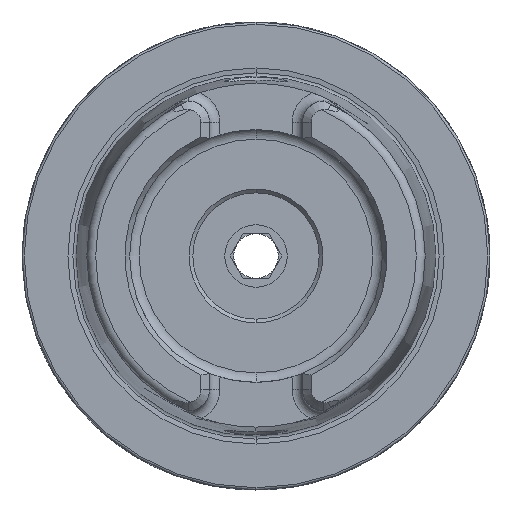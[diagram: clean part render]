
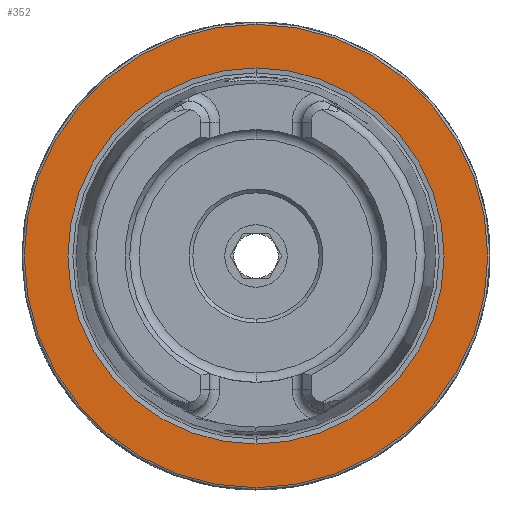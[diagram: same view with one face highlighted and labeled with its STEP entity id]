
A CAD part, left-side view. The second image highlights one B-rep face of the part: STEP entity #352.
In plain terms, the highlighted planar face has unit normal (-1, 0, 0).
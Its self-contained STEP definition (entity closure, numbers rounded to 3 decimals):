
#16 = EDGE_LOOP ( 'NONE', ( #1009, #1010 ) ) ;
#31 = EDGE_LOOP ( 'NONE', ( #1011, #1012 ) ) ;
#352 = ADVANCED_FACE ( 'NONE', ( #1994, #1992 ), #8862, .F. ) ;
#1009 = ORIENTED_EDGE ( 'NONE', *, *, #10181, .F. ) ;
#1010 = ORIENTED_EDGE ( 'NONE', *, *, #9836, .F. ) ;
#1011 = ORIENTED_EDGE ( 'NONE', *, *, #9840, .T. ) ;
#1012 = ORIENTED_EDGE ( 'NONE', *, *, #10182, .T. ) ;
#1756 = VERTEX_POINT ( 'NONE', #3498 ) ;
#1757 = VERTEX_POINT ( 'NONE', #3499 ) ;
#1761 = VERTEX_POINT ( 'NONE', #3503 ) ;
#1762 = VERTEX_POINT ( 'NONE', #3504 ) ;
#1992 = FACE_OUTER_BOUND ( 'NONE', #31, .T. ) ;
#1994 = FACE_BOUND ( 'NONE', #16, .T. ) ;
#2396 = CIRCLE ( 'NONE', #3096, 25.319 ) ;
#2400 = CIRCLE ( 'NONE', #3099, 31.2 ) ;
#2724 = CIRCLE ( 'NONE', #3209, 25.319 ) ;
#2725 = CIRCLE ( 'NONE', #3210, 31.2 ) ;
#2894 = AXIS2_PLACEMENT_3D ( 'NONE', #8859, #8864, #8865 ) ;
#3096 = AXIS2_PLACEMENT_3D ( 'NONE', #3955, #3956, #3957 ) ;
#3099 = AXIS2_PLACEMENT_3D ( 'NONE', #3964, #3965, #3966 ) ;
#3209 = AXIS2_PLACEMENT_3D ( 'NONE', #5991, #5992, #5993 ) ;
#3210 = AXIS2_PLACEMENT_3D ( 'NONE', #5995, #5996, #5997 ) ;
#3498 = CARTESIAN_POINT ( 'NONE',  ( 0., 0., 31.2 ) ) ;
#3499 = CARTESIAN_POINT ( 'NONE',  ( 0., 0., -31.2 ) ) ;
#3503 = CARTESIAN_POINT ( 'NONE',  ( 0., 0., -25.319 ) ) ;
#3504 = CARTESIAN_POINT ( 'NONE',  ( 0., 0., 25.319 ) ) ;
#3955 = CARTESIAN_POINT ( 'NONE',  ( 0., 0., 0. ) ) ;
#3956 = DIRECTION ( 'NONE',  ( -1., 0., 0. ) ) ;
#3957 = DIRECTION ( 'NONE',  ( 0., 0., 1. ) ) ;
#3964 = CARTESIAN_POINT ( 'NONE',  ( 0., 0., 0. ) ) ;
#3965 = DIRECTION ( 'NONE',  ( -1., 0., 0. ) ) ;
#3966 = DIRECTION ( 'NONE',  ( 0., 0., 1. ) ) ;
#5991 = CARTESIAN_POINT ( 'NONE',  ( 0., 0., 0. ) ) ;
#5992 = DIRECTION ( 'NONE',  ( -1., 0., 0. ) ) ;
#5993 = DIRECTION ( 'NONE',  ( 0., 0., 1. ) ) ;
#5995 = CARTESIAN_POINT ( 'NONE',  ( 0., 0., 0. ) ) ;
#5996 = DIRECTION ( 'NONE',  ( -1., 0., 0. ) ) ;
#5997 = DIRECTION ( 'NONE',  ( 0., 0., 1. ) ) ;
#8859 = CARTESIAN_POINT ( 'NONE',  ( 0., 31.2, 0. ) ) ;
#8862 = PLANE ( 'NONE',  #2894 ) ;
#8864 = DIRECTION ( 'NONE',  ( 1., 0., 0. ) ) ;
#8865 = DIRECTION ( 'NONE',  ( 0., 0., -1. ) ) ;
#9836 = EDGE_CURVE ( 'NONE', #1761, #1762, #2396, .T. ) ;
#9840 = EDGE_CURVE ( 'NONE', #1756, #1757, #2400, .T. ) ;
#10181 = EDGE_CURVE ( 'NONE', #1762, #1761, #2724, .T. ) ;
#10182 = EDGE_CURVE ( 'NONE', #1757, #1756, #2725, .T. ) ;
